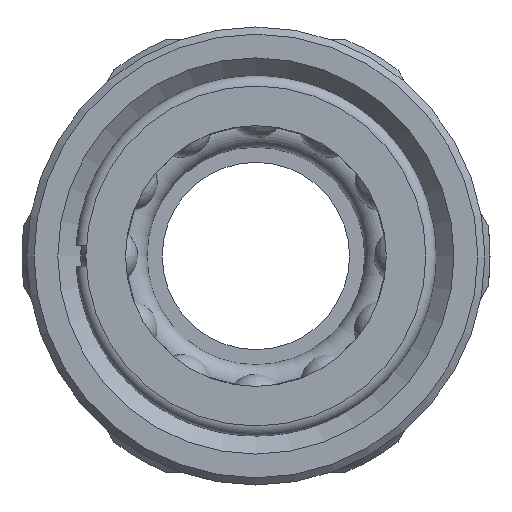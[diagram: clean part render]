
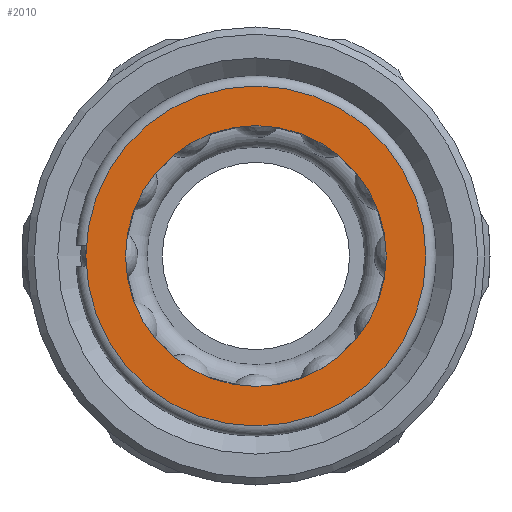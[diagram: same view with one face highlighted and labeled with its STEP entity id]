
A CAD part, front view. The second image highlights one B-rep face of the part: STEP entity #2010.
In plain terms, the highlighted planar face has unit normal (0, -1, 0).
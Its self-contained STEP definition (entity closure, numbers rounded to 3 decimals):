
#141=CIRCLE('',#2159,9.05);
#145=CIRCLE('',#2167,11.8);
#211=PLANE('',#2166);
#460=ORIENTED_EDGE('',*,*,#617,.F.);
#461=ORIENTED_EDGE('',*,*,#621,.T.);
#617=EDGE_CURVE('',#741,#741,#141,.T.);
#621=EDGE_CURVE('',#745,#745,#145,.T.);
#741=VERTEX_POINT('',#4107);
#745=VERTEX_POINT('',#4119);
#986=EDGE_LOOP('',(#460));
#987=EDGE_LOOP('',(#461));
#1194=FACE_BOUND('',#986,.T.);
#1195=FACE_BOUND('',#987,.T.);
#2010=ADVANCED_FACE('',(#1194,#1195),#211,.T.);
#2159=AXIS2_PLACEMENT_3D('',#4106,#2470,#2471);
#2166=AXIS2_PLACEMENT_3D('',#4117,#2484,#2485);
#2167=AXIS2_PLACEMENT_3D('',#4118,#2486,#2487);
#2470=DIRECTION('',(0.,-1.,0.));
#2471=DIRECTION('',(0.,0.,-1.));
#2484=DIRECTION('',(0.,-1.,0.));
#2485=DIRECTION('',(0.,0.,-1.));
#2486=DIRECTION('',(0.,-1.,0.));
#2487=DIRECTION('',(1.,0.,0.));
#4106=CARTESIAN_POINT('',(0.,0.,0.));
#4107=CARTESIAN_POINT('',(0.,0.,-9.05));
#4117=CARTESIAN_POINT('',(-8.66,0.,-15.));
#4118=CARTESIAN_POINT('',(0.,0.,0.));
#4119=CARTESIAN_POINT('',(11.8,0.,0.));
